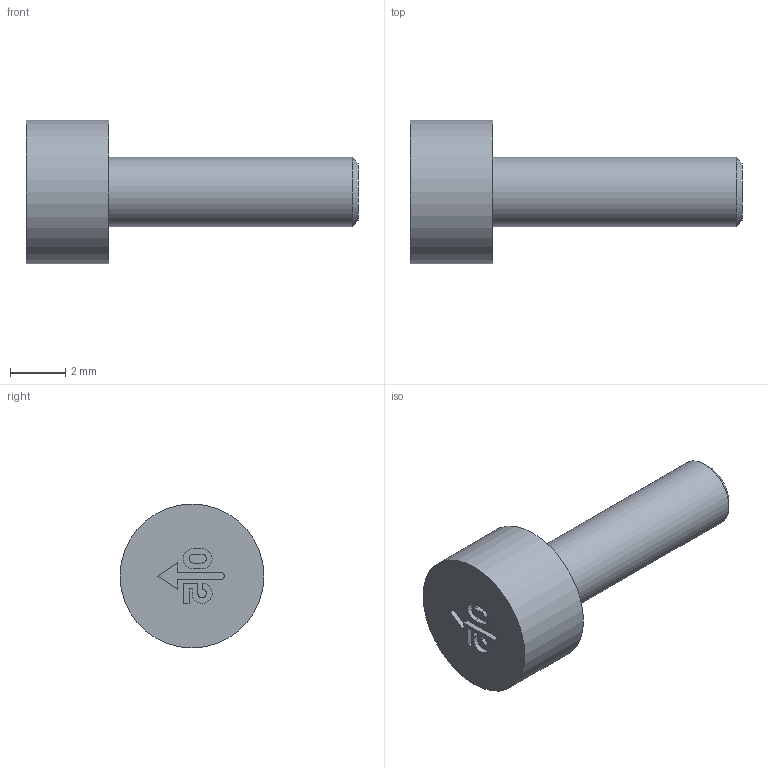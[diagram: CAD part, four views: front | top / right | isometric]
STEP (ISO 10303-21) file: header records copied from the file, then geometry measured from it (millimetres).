
FILE_DESCRIPTION(/* description */ ('STEP AP214'),/* implementation_level */ '2;1');
FILE_NAME(/* name */ 'DCP10',/* time_stamp */ '2023-07-25T09:13:16+02:00',/* author */ ('License CC BY-ND 4.0'),/* organization */ ('CADENAS'),/* preprocessor_version */ 'ST-DEVELOPER v19.3',/* originating_system */ 'PARTsolutions',/* authorisation */ ' ');
FILE_SCHEMA (('AUTOMOTIVE_DESIGN {1 0 10303 214 3 1 1}'));
Length unit declared in the file: millimetre
Products named in the file (1): DCP10
Bounding box: 12 x 5.2 x 5.2 mm (x, y, z)
Volume: 107.4 mm3; surface area: 164.3 mm2
Topology: 1 solids, 1 shells, 34 faces, 80 edges, 53 vertices
Faces by surface type: plane 24, cylinder 9, cone 1
Full cylindrical faces by diameter (mm): 2.5 x1, 5.2 x1
Entity records: 990 total; most frequent: DIRECTION 166, CARTESIAN_POINT 165, ORIENTED_EDGE 154, EDGE_CURVE 77, LINE 58, VECTOR 58, AXIS2_PLACEMENT_3D 54, VERTEX_POINT 53
